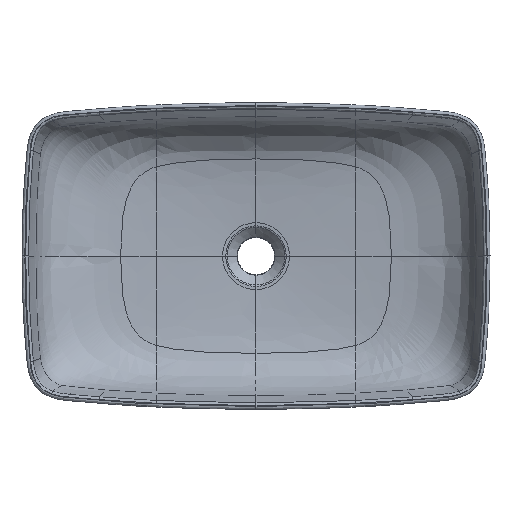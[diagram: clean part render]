
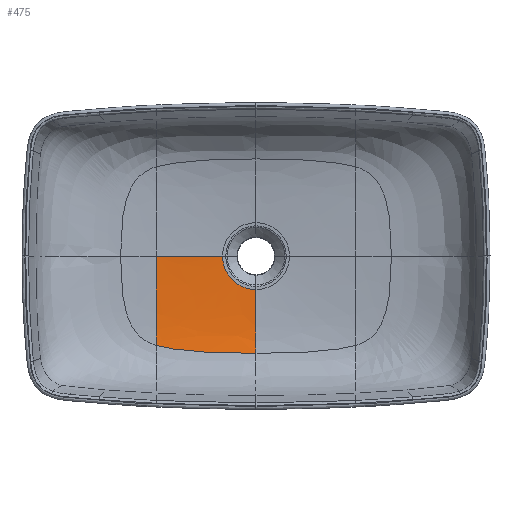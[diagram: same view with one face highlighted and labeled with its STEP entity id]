
A CAD part, top view. The second image highlights one B-rep face of the part: STEP entity #475.
In plain terms, the highlighted free-form (B-spline) face has degree [3, 3] with [4, 11] control points.
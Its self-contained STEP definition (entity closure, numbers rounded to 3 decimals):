
#219=B_SPLINE_SURFACE_WITH_KNOTS('',3,3,((#20419,#20420,#20421,#20422,#20423,
#20424,#20425,#20426,#20427,#20428,#20429),(#20430,#20431,#20432,#20433,
#20434,#20435,#20436,#20437,#20438,#20439,#20440),(#20441,#20442,#20443,
#20444,#20445,#20446,#20447,#20448,#20449,#20450,#20451),(#20452,#20453,
#20454,#20455,#20456,#20457,#20458,#20459,#20460,#20461,#20462)),
 .UNSPECIFIED.,.F.,.F.,.F.,(4,4),(4,1,1,1,1,1,1,1,4),(0.,1.),(0.,0.125,
0.25,0.375,0.5,0.625,0.75,0.875,1.),.UNSPECIFIED.);
#475=ADVANCED_FACE('',(#681),#219,.T.);
#681=FACE_OUTER_BOUND('',#869,.T.);
#869=EDGE_LOOP('',(#1457,#1458,#1459,#1460,#1461));
#1457=ORIENTED_EDGE('',*,*,#2297,.T.);
#1458=ORIENTED_EDGE('',*,*,#2296,.T.);
#1459=ORIENTED_EDGE('',*,*,#2231,.F.);
#1460=ORIENTED_EDGE('',*,*,#2304,.F.);
#1461=ORIENTED_EDGE('',*,*,#2305,.T.);
#1906=VERTEX_POINT('',#10323);
#1915=VERTEX_POINT('',#12289);
#1948=VERTEX_POINT('',#15332);
#1953=VERTEX_POINT('',#19574);
#1958=VERTEX_POINT('',#20414);
#2231=EDGE_CURVE('',#1915,#1906,#2583,.T.);
#2296=EDGE_CURVE('',#1948,#1906,#2636,.T.);
#2297=EDGE_CURVE('',#1953,#1948,#2637,.T.);
#2304=EDGE_CURVE('',#1958,#1915,#2644,.T.);
#2305=EDGE_CURVE('',#1958,#1953,#2645,.T.);
#2583=B_SPLINE_CURVE_WITH_KNOTS('',3,(#12290,#12291,#12292,#12293),
 .UNSPECIFIED.,.F.,.F.,(4,4),(0.,1.),.UNSPECIFIED.);
#2636=B_SPLINE_CURVE_WITH_KNOTS('',3,(#18587,#18588,#18589,#18590,#18591,
#18592,#18593),.UNSPECIFIED.,.F.,.F.,(4,1,1,1,4),(0.,0.237,
0.491,0.746,1.),.UNSPECIFIED.);
#2637=B_SPLINE_CURVE_WITH_KNOTS('',3,(#19566,#19567,#19568,#19569,#19570,
#19571,#19572,#19573),.UNSPECIFIED.,.F.,.F.,(4,2,2,4),(0.,0.5,0.75,1.),
 .UNSPECIFIED.);
#2644=B_SPLINE_CURVE_WITH_KNOTS('',3,(#20404,#20405,#20406,#20407,#20408,
#20409,#20410,#20411,#20412,#20413),.UNSPECIFIED.,.F.,.F.,(4,2,2,2,4),(0.,
0.25,0.5,0.75,1.),.UNSPECIFIED.);
#2645=B_SPLINE_CURVE_WITH_KNOTS('',3,(#20415,#20416,#20417,#20418),
 .UNSPECIFIED.,.F.,.F.,(4,4),(0.,1.),.UNSPECIFIED.);
#10323=CARTESIAN_POINT('',(0.152,-120.74,-95.));
#12289=CARTESIAN_POINT('',(0.152,-41.589,-104.811));
#12290=CARTESIAN_POINT('',(0.152,-41.589,-104.811));
#12291=CARTESIAN_POINT('',(0.152,-77.283,-102.61));
#12292=CARTESIAN_POINT('',(0.152,-102.213,-100.865));
#12293=CARTESIAN_POINT('',(0.152,-120.74,-95.));
#15332=CARTESIAN_POINT('',(-123.442,-111.08,-94.955));
#18587=CARTESIAN_POINT('',(-123.442,-111.08,-94.955));
#18588=CARTESIAN_POINT('',(-114.548,-113.846,-94.948));
#18589=CARTESIAN_POINT('',(-93.427,-116.622,-94.937));
#18590=CARTESIAN_POINT('',(-63.318,-119.612,-94.931));
#18591=CARTESIAN_POINT('',(-31.272,-120.456,-94.947));
#18592=CARTESIAN_POINT('',(-10.482,-120.793,-94.983));
#18593=CARTESIAN_POINT('',(0.152,-120.74,-95.));
#19566=CARTESIAN_POINT('',(-123.442,-0.152,-99.257));
#19567=CARTESIAN_POINT('',(-123.442,-18.671,-99.258));
#19568=CARTESIAN_POINT('',(-123.442,-37.193,-99.205));
#19569=CARTESIAN_POINT('',(-123.442,-64.963,-98.548));
#19570=CARTESIAN_POINT('',(-123.442,-74.223,-98.256));
#19571=CARTESIAN_POINT('',(-123.442,-92.7,-97.173));
#19572=CARTESIAN_POINT('',(-123.442,-101.919,-96.406));
#19573=CARTESIAN_POINT('',(-123.442,-111.08,-94.955));
#19574=CARTESIAN_POINT('',(-123.442,-0.152,-99.257));
#20404=CARTESIAN_POINT('',(-41.286,-0.152,-104.811));
#20405=CARTESIAN_POINT('',(-41.286,-5.582,-104.811));
#20406=CARTESIAN_POINT('',(-40.211,-11.007,-104.816));
#20407=CARTESIAN_POINT('',(-36.062,-21.031,-104.818));
#20408=CARTESIAN_POINT('',(-32.992,-25.626,-104.819));
#20409=CARTESIAN_POINT('',(-25.324,-33.295,-104.819));
#20410=CARTESIAN_POINT('',(-20.728,-36.365,-104.818));
#20411=CARTESIAN_POINT('',(-10.704,-40.515,-104.816));
#20412=CARTESIAN_POINT('',(-5.279,-41.589,-104.811));
#20413=CARTESIAN_POINT('',(0.152,-41.589,-104.811));
#20414=CARTESIAN_POINT('',(-41.286,-0.152,-104.811));
#20415=CARTESIAN_POINT('',(-41.286,-0.152,-104.811));
#20416=CARTESIAN_POINT('',(-95.892,-0.152,-101.444));
#20417=CARTESIAN_POINT('',(-136.803,-0.152,-98.702));
#20418=CARTESIAN_POINT('',(-167.847,-0.152,-95.));
#20419=CARTESIAN_POINT('',(-41.286,-0.152,-104.811));
#20420=CARTESIAN_POINT('',(-41.286,-2.867,-104.811));
#20421=CARTESIAN_POINT('',(-40.756,-8.295,-104.815));
#20422=CARTESIAN_POINT('',(-38.384,-16.121,-104.817));
#20423=CARTESIAN_POINT('',(-34.532,-23.331,-104.819));
#20424=CARTESIAN_POINT('',(-29.347,-29.649,-104.819));
#20425=CARTESIAN_POINT('',(-23.029,-34.834,-104.819));
#20426=CARTESIAN_POINT('',(-15.819,-38.687,-104.817));
#20427=CARTESIAN_POINT('',(-7.993,-41.059,-104.815));
#20428=CARTESIAN_POINT('',(-2.564,-41.589,-104.811));
#20429=CARTESIAN_POINT('',(0.152,-41.589,-104.811));
#20430=CARTESIAN_POINT('',(-95.892,-0.152,-101.444));
#20431=CARTESIAN_POINT('',(-95.354,-6.423,-101.477));
#20432=CARTESIAN_POINT('',(-93.848,-19.086,-101.576));
#20433=CARTESIAN_POINT('',(-88.885,-36.54,-101.589));
#20434=CARTESIAN_POINT('',(-80.813,-51.49,-101.64));
#20435=CARTESIAN_POINT('',(-68.102,-61.82,-101.884));
#20436=CARTESIAN_POINT('',(-51.39,-67.904,-102.288));
#20437=CARTESIAN_POINT('',(-34.762,-72.663,-102.538));
#20438=CARTESIAN_POINT('',(-17.307,-75.69,-102.686));
#20439=CARTESIAN_POINT('',(-5.721,-76.919,-102.632));
#20440=CARTESIAN_POINT('',(0.152,-77.283,-102.61));
#20441=CARTESIAN_POINT('',(-136.803,-0.152,-98.702));
#20442=CARTESIAN_POINT('',(-136.295,-9.531,-98.75));
#20443=CARTESIAN_POINT('',(-134.949,-28.537,-98.911));
#20444=CARTESIAN_POINT('',(-129.112,-54.297,-99.089));
#20445=CARTESIAN_POINT('',(-118.537,-75.673,-99.345));
#20446=CARTESIAN_POINT('',(-100.008,-88.69,-99.804));
#20447=CARTESIAN_POINT('',(-74.608,-94.331,-100.403));
#20448=CARTESIAN_POINT('',(-50.275,-98.641,-100.797));
#20449=CARTESIAN_POINT('',(-24.908,-100.949,-101.01));
#20450=CARTESIAN_POINT('',(-8.308,-101.954,-100.929));
#20451=CARTESIAN_POINT('',(0.152,-102.213,-100.865));
#20452=CARTESIAN_POINT('',(-167.847,-0.152,-95.));
#20453=CARTESIAN_POINT('',(-167.788,-12.372,-95.007));
#20454=CARTESIAN_POINT('',(-167.436,-37.174,-95.012));
#20455=CARTESIAN_POINT('',(-161.97,-70.396,-95.001));
#20456=CARTESIAN_POINT('',(-150.128,-97.345,-94.98));
#20457=CARTESIAN_POINT('',(-127.001,-112.198,-94.955));
#20458=CARTESIAN_POINT('',(-94.129,-116.552,-94.937));
#20459=CARTESIAN_POINT('',(-63.318,-119.612,-94.931));
#20460=CARTESIAN_POINT('',(-31.272,-120.456,-94.947));
#20461=CARTESIAN_POINT('',(-10.482,-120.793,-94.983));
#20462=CARTESIAN_POINT('',(0.152,-120.74,-95.));
